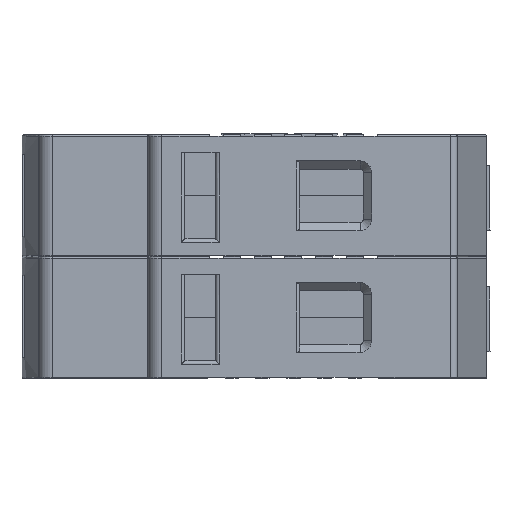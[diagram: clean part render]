
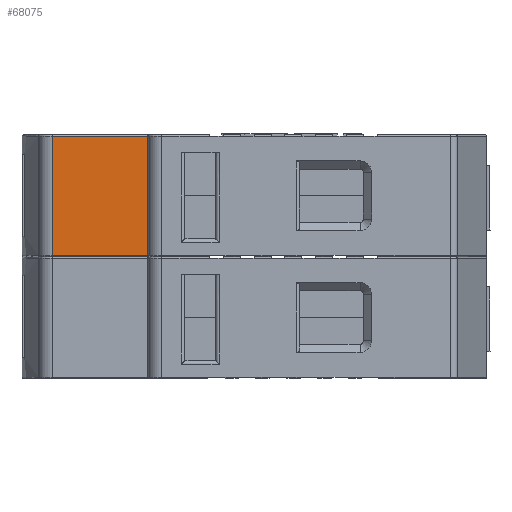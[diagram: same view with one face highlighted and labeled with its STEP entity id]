
A CAD part, left-side view. The second image highlights one B-rep face of the part: STEP entity #68075.
In plain terms, the highlighted planar face has unit normal (-1, 0, 0).
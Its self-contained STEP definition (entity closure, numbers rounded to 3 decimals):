
#2271 = CARTESIAN_POINT ( 'NONE',  ( -31., -12.7, 7.05 ) ) ;
#6731 = VERTEX_POINT ( 'NONE', #95686 ) ;
#7124 = EDGE_LOOP ( 'NONE', ( #22767, #96434, #62469, #12233, #81598, #89515, #52841, #39756, #58549 ) ) ;
#9425 = FACE_OUTER_BOUND ( 'NONE', #7124, .T. ) ;
#10764 = VECTOR ( 'NONE', #72992, 1000. ) ;
#12091 = LINE ( 'NONE', #61906, #71492 ) ;
#12233 = ORIENTED_EDGE ( 'NONE', *, *, #66297, .F. ) ;
#14539 = DIRECTION ( 'NONE',  ( 0., 0., 1. ) ) ;
#15831 = VECTOR ( 'NONE', #33460, 1000. ) ;
#19796 = CARTESIAN_POINT ( 'NONE',  ( -31., -12.7, 7.05 ) ) ;
#21304 = VERTEX_POINT ( 'NONE', #54829 ) ;
#22767 = ORIENTED_EDGE ( 'NONE', *, *, #46229, .F. ) ;
#27025 = DIRECTION ( 'NONE',  ( 0., 0., -1. ) ) ;
#29751 = VERTEX_POINT ( 'NONE', #79598 ) ;
#29918 = CARTESIAN_POINT ( 'NONE',  ( -31., -12.2, 8.7 ) ) ;
#31373 = VECTOR ( 'NONE', #41629, 1000. ) ;
#31530 = LINE ( 'NONE', #73685, #10764 ) ;
#32866 = CARTESIAN_POINT ( 'NONE',  ( -31., -12.2, -8.7 ) ) ;
#33460 = DIRECTION ( 'NONE',  ( 0., -1., 0. ) ) ;
#33957 = CARTESIAN_POINT ( 'NONE',  ( -31., -13., -8.7 ) ) ;
#34811 = CARTESIAN_POINT ( 'NONE',  ( -31., -12.2, 8.7 ) ) ;
#36965 = VERTEX_POINT ( 'NONE', #32866 ) ;
#39756 = ORIENTED_EDGE ( 'NONE', *, *, #57321, .F. ) ;
#41629 = DIRECTION ( 'NONE',  ( 0., 0., -1. ) ) ;
#42195 = CARTESIAN_POINT ( 'NONE',  ( -31., -12.2, -8.7 ) ) ;
#42606 = DIRECTION ( 'NONE',  ( 0., 1., 0. ) ) ;
#45473 = DIRECTION ( 'NONE',  ( 0., 0., -1. ) ) ;
#45592 = DIRECTION ( 'NONE',  ( 1., 0., 0. ) ) ;
#45688 = PLANE ( 'NONE',  #56406 ) ;
#46020 = CARTESIAN_POINT ( 'NONE',  ( -31., -12.2, -8.7 ) ) ;
#46229 = EDGE_CURVE ( 'NONE', #79487, #6731, #55494, .T. ) ;
#47111 = EDGE_CURVE ( 'NONE', #36965, #90128, #83187, .T. ) ;
#48172 = VERTEX_POINT ( 'NONE', #60100 ) ;
#48260 = EDGE_CURVE ( 'NONE', #90128, #48172, #96221, .T. ) ;
#48623 = CARTESIAN_POINT ( 'NONE',  ( -31., -12.2, 0. ) ) ;
#48792 = DIRECTION ( 'NONE',  ( 0., -0.707, -0.707 ) ) ;
#50264 = LINE ( 'NONE', #65835, #65885 ) ;
#50277 = VECTOR ( 'NONE', #55990, 1000. ) ;
#51590 = CARTESIAN_POINT ( 'NONE',  ( -31., 1.8, -8.7 ) ) ;
#52841 = ORIENTED_EDGE ( 'NONE', *, *, #89468, .T. ) ;
#53096 = VECTOR ( 'NONE', #48792, 1000. ) ;
#54829 = CARTESIAN_POINT ( 'NONE',  ( -31., -13., 0. ) ) ;
#55494 = LINE ( 'NONE', #2271, #53096 ) ;
#55990 = DIRECTION ( 'NONE',  ( 0., 0., 1. ) ) ;
#56329 = CARTESIAN_POINT ( 'NONE',  ( -31., 1.8, 8.7 ) ) ;
#56406 = AXIS2_PLACEMENT_3D ( 'NONE', #46020, #45592, #45473 ) ;
#57321 = EDGE_CURVE ( 'NONE', #21304, #93833, #12091, .T. ) ;
#58549 = ORIENTED_EDGE ( 'NONE', *, *, #74910, .F. ) ;
#58706 = VECTOR ( 'NONE', #14539, 1000. ) ;
#60100 = CARTESIAN_POINT ( 'NONE',  ( -31., 1.8, 8.7 ) ) ;
#61551 = EDGE_CURVE ( 'NONE', #94993, #79487, #31530, .T. ) ;
#61906 = CARTESIAN_POINT ( 'NONE',  ( -31., -34.8, 0. ) ) ;
#62241 = DIRECTION ( 'NONE',  ( 0., 1., 0. ) ) ;
#62469 = ORIENTED_EDGE ( 'NONE', *, *, #77419, .F. ) ;
#65835 = CARTESIAN_POINT ( 'NONE',  ( -31., -12.15, -8.7 ) ) ;
#65885 = VECTOR ( 'NONE', #27025, 1000. ) ;
#66297 = EDGE_CURVE ( 'NONE', #48172, #29751, #100651, .T. ) ;
#68075 = ADVANCED_FACE ( 'NONE', ( #9425 ), #45688, .F. ) ;
#71492 = VECTOR ( 'NONE', #62241, 1000. ) ;
#72992 = DIRECTION ( 'NONE',  ( 0., -1., 0. ) ) ;
#73685 = CARTESIAN_POINT ( 'NONE',  ( -31., -12.2, 7.05 ) ) ;
#74910 = EDGE_CURVE ( 'NONE', #6731, #21304, #93010, .T. ) ;
#77419 = EDGE_CURVE ( 'NONE', #29751, #94993, #50264, .T. ) ;
#78791 = CARTESIAN_POINT ( 'NONE',  ( -31., -12.15, 7.05 ) ) ;
#79487 = VERTEX_POINT ( 'NONE', #19796 ) ;
#79598 = CARTESIAN_POINT ( 'NONE',  ( -31., -12.15, 8.7 ) ) ;
#80762 = VECTOR ( 'NONE', #42606, 1000. ) ;
#81598 = ORIENTED_EDGE ( 'NONE', *, *, #48260, .F. ) ;
#83187 = LINE ( 'NONE', #42195, #80762 ) ;
#89468 = EDGE_CURVE ( 'NONE', #36965, #93833, #99847, .T. ) ;
#89515 = ORIENTED_EDGE ( 'NONE', *, *, #47111, .F. ) ;
#90128 = VERTEX_POINT ( 'NONE', #51590 ) ;
#93010 = LINE ( 'NONE', #33957, #31373 ) ;
#93833 = VERTEX_POINT ( 'NONE', #48623 ) ;
#94993 = VERTEX_POINT ( 'NONE', #78791 ) ;
#95686 = CARTESIAN_POINT ( 'NONE',  ( -31., -13., 6.75 ) ) ;
#96221 = LINE ( 'NONE', #56329, #50277 ) ;
#96434 = ORIENTED_EDGE ( 'NONE', *, *, #61551, .F. ) ;
#99847 = LINE ( 'NONE', #29918, #58706 ) ;
#100651 = LINE ( 'NONE', #34811, #15831 ) ;
